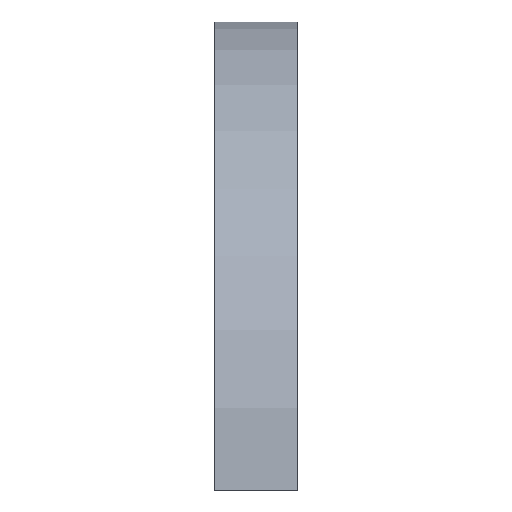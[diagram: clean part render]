
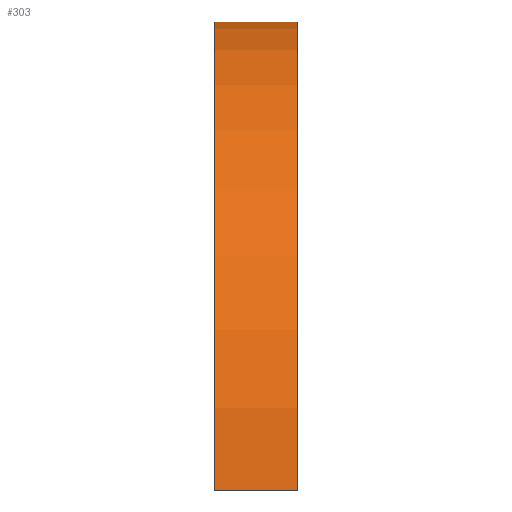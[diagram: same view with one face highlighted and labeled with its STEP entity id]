
A CAD part, left-side view. The second image highlights one B-rep face of the part: STEP entity #303.
In plain terms, the highlighted cylindrical face has radius 145 mm (diameter 290 mm), a partial arc.
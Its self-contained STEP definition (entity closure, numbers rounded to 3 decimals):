
#152=CYLINDRICAL_SURFACE('',#1790,145.);
#208=CIRCLE('',#1788,145.);
#209=CIRCLE('',#1789,145.);
#303=ADVANCED_FACE('',(#421),#152,.T.);
#421=FACE_OUTER_BOUND('',#497,.T.);
#497=EDGE_LOOP('',(#776,#777,#778,#779));
#776=ORIENTED_EDGE('',*,*,#1348,.F.);
#777=ORIENTED_EDGE('',*,*,#1347,.F.);
#778=ORIENTED_EDGE('',*,*,#1349,.T.);
#779=ORIENTED_EDGE('',*,*,#1350,.T.);
#1157=VERTEX_POINT('',#2694);
#1159=VERTEX_POINT('',#2698);
#1160=VERTEX_POINT('',#2702);
#1161=VERTEX_POINT('',#2704);
#1347=EDGE_CURVE('',#1159,#1157,#1539,.T.);
#1348=EDGE_CURVE('',#1157,#1160,#208,.T.);
#1349=EDGE_CURVE('',#1159,#1161,#209,.T.);
#1350=EDGE_CURVE('',#1161,#1160,#1540,.T.);
#1539=LINE('',#2699,#1691);
#1540=LINE('',#2705,#1692);
#1691=VECTOR('',#2180,1.);
#1692=VECTOR('',#2187,1.);
#1788=AXIS2_PLACEMENT_3D('',#2701,#2183,#2184);
#1789=AXIS2_PLACEMENT_3D('',#2703,#2185,#2186);
#1790=AXIS2_PLACEMENT_3D('',#2706,#2188,#2189);
#2180=DIRECTION('',(0.,1.,0.));
#2183=DIRECTION('',(0.,1.,0.));
#2184=DIRECTION('',(1.,0.,0.));
#2185=DIRECTION('',(0.,1.,0.));
#2186=DIRECTION('',(1.,0.,0.));
#2187=DIRECTION('',(0.,1.,0.));
#2188=DIRECTION('',(0.,1.,0.));
#2189=DIRECTION('',(0.,0.,1.));
#2694=CARTESIAN_POINT('',(-144.992,-136.,1.5));
#2698=CARTESIAN_POINT('',(-144.992,-161.4,1.5));
#2699=CARTESIAN_POINT('',(-144.992,-161.4,1.5));
#2701=CARTESIAN_POINT('',(0.,-136.,0.));
#2702=CARTESIAN_POINT('',(144.992,-136.,1.5));
#2703=CARTESIAN_POINT('',(0.,-161.4,0.));
#2704=CARTESIAN_POINT('',(144.992,-161.4,1.5));
#2705=CARTESIAN_POINT('',(144.992,-161.4,1.5));
#2706=CARTESIAN_POINT('',(0.,-161.4,0.));
